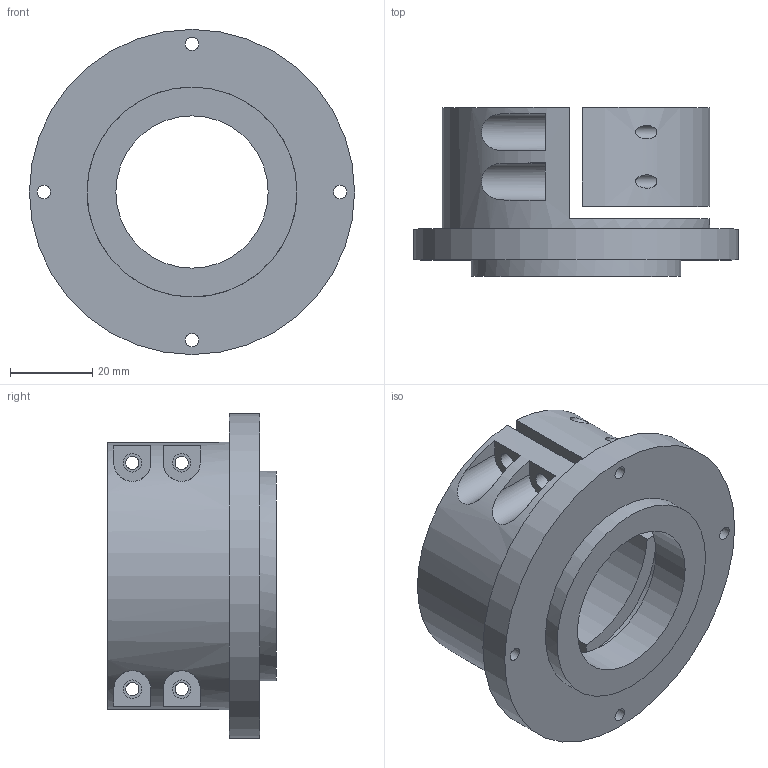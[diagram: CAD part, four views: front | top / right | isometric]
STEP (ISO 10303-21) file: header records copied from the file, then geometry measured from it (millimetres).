
FILE_DESCRIPTION(/* description */ (''),/* implementation_level */ '2;1');
FILE_NAME(/* name */ 'shaft-mount.stp',/* author */ ('Jan Olencki')/* preprocessor_version */ 'ST-DEVELOPER v18');
FILE_SCHEMA (('AUTOMOTIVE_DESIGN { 1 0 10303 214 3 1 1 }'));
Length unit declared in the file: millimetre
Products named in the file (1): Shaft mount
Bounding box: 79 x 41 x 79 mm (x, y, z)
Volume: 74854.7 mm3; surface area: 25349.3 mm2
Topology: 2 solids, 2 shells, 51 faces, 141 edges, 100 vertices
Faces by surface type: plane 27, cylinder 24
Full cylindrical faces by diameter (mm): 3.242 x8, 4.5 x4, 37 x1, 45 x1, 51 x1, 65 x1, 79 x1
Entity records: 1998 total; most frequent: CARTESIAN_POINT 529, DIRECTION 299, ORIENTED_EDGE 282, EDGE_CURVE 141, AXIS2_PLACEMENT_3D 118, VERTEX_POINT 100, EDGE_LOOP 83, CIRCLE 66
